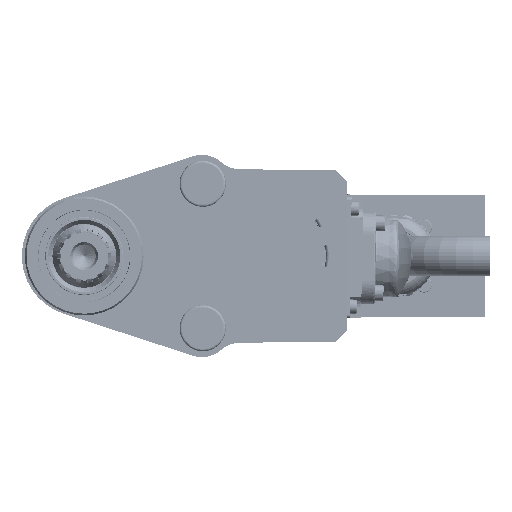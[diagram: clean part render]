
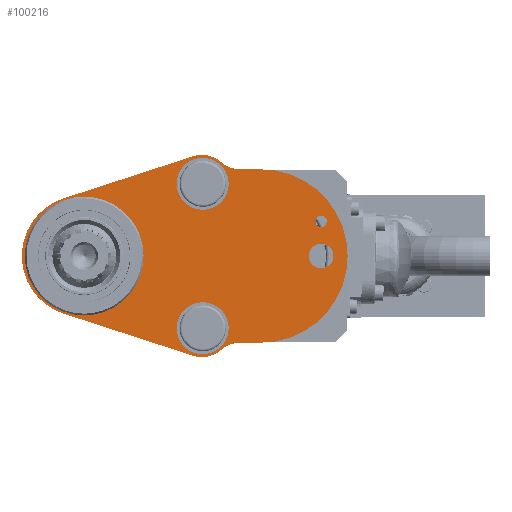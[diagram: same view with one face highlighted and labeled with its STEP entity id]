
A CAD part, left-side view. The second image highlights one B-rep face of the part: STEP entity #100216.
In plain terms, the highlighted planar face has unit normal (-1, 0, 0).
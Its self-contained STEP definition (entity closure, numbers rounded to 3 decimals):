
#2977=FACE_BOUND('',#31460,.T.);
#2978=FACE_BOUND('',#31461,.T.);
#2979=FACE_BOUND('',#31462,.T.);
#2980=FACE_BOUND('',#31463,.T.);
#2981=FACE_BOUND('',#31464,.T.);
#4643=PLANE('',#108721);
#10190=LINE('',#178351,#17983);
#10196=LINE('',#178371,#17989);
#10200=LINE('',#178383,#17993);
#10205=LINE('',#178401,#17998);
#17983=VECTOR('',#128036,4.705);
#17989=VECTOR('',#128056,0.723);
#17993=VECTOR('',#128068,0.723);
#17998=VECTOR('',#128087,4.705);
#25944=FACE_OUTER_BOUND('',#31459,.T.);
#31459=EDGE_LOOP('',(#78602,#78603,#78604,#78605,#78606,#78607,#78608,#78609,
#78610,#78611));
#31460=EDGE_LOOP('',(#78612,#78613));
#31461=EDGE_LOOP('',(#78614,#78615));
#31462=EDGE_LOOP('',(#78616,#78617));
#31463=EDGE_LOOP('',(#78618));
#31464=EDGE_LOOP('',(#78619));
#36974=CIRCLE('',#107844,0.5);
#36988=CIRCLE('',#107874,0.5);
#36991=CIRCLE('',#107879,0.425);
#36992=CIRCLE('',#107880,0.425);
#36995=CIRCLE('',#107885,0.2);
#36996=CIRCLE('',#107886,0.2);
#37450=CIRCLE('',#108700,2.055);
#37451=CIRCLE('',#108701,2.055);
#37452=CIRCLE('',#108704,1.);
#37454=CIRCLE('',#108707,1.);
#37456=CIRCLE('',#108711,3.);
#37458=CIRCLE('',#108715,1.);
#37460=CIRCLE('',#108718,1.);
#37462=CIRCLE('',#108722,2.1);
#43516=VERTEX_POINT('',#166987);
#43541=VERTEX_POINT('',#167064);
#43545=VERTEX_POINT('',#167075);
#43546=VERTEX_POINT('',#167077);
#43550=VERTEX_POINT('',#167088);
#43551=VERTEX_POINT('',#167090);
#44217=VERTEX_POINT('',#178343);
#44218=VERTEX_POINT('',#178345);
#44219=VERTEX_POINT('',#178349);
#44220=VERTEX_POINT('',#178350);
#44223=VERTEX_POINT('',#178358);
#44225=VERTEX_POINT('',#178364);
#44227=VERTEX_POINT('',#178370);
#44229=VERTEX_POINT('',#178376);
#44231=VERTEX_POINT('',#178382);
#44233=VERTEX_POINT('',#178388);
#44235=VERTEX_POINT('',#178394);
#44237=VERTEX_POINT('',#178400);
#55491=EDGE_CURVE('',#43516,#43516,#36974,.T.);
#55527=EDGE_CURVE('',#43541,#43541,#36988,.T.);
#55532=EDGE_CURVE('',#43545,#43546,#36991,.T.);
#55533=EDGE_CURVE('',#43546,#43545,#36992,.T.);
#55538=EDGE_CURVE('',#43550,#43551,#36995,.T.);
#55539=EDGE_CURVE('',#43551,#43550,#36996,.T.);
#56533=EDGE_CURVE('',#44218,#44217,#37450,.T.);
#56534=EDGE_CURVE('',#44217,#44218,#37451,.T.);
#56535=EDGE_CURVE('',#44219,#44220,#10190,.T.);
#56539=EDGE_CURVE('',#44223,#44219,#37452,.T.);
#56542=EDGE_CURVE('',#44223,#44225,#37454,.T.);
#56545=EDGE_CURVE('',#44227,#44225,#10196,.T.);
#56548=EDGE_CURVE('',#44227,#44229,#37456,.T.);
#56551=EDGE_CURVE('',#44229,#44231,#10200,.T.);
#56554=EDGE_CURVE('',#44233,#44231,#37458,.T.);
#56557=EDGE_CURVE('',#44233,#44235,#37460,.T.);
#56560=EDGE_CURVE('',#44235,#44237,#10205,.T.);
#56563=EDGE_CURVE('',#44237,#44220,#37462,.T.);
#78602=ORIENTED_EDGE('',*,*,#56563,.T.);
#78603=ORIENTED_EDGE('',*,*,#56535,.F.);
#78604=ORIENTED_EDGE('',*,*,#56539,.F.);
#78605=ORIENTED_EDGE('',*,*,#56542,.T.);
#78606=ORIENTED_EDGE('',*,*,#56545,.F.);
#78607=ORIENTED_EDGE('',*,*,#56548,.T.);
#78608=ORIENTED_EDGE('',*,*,#56551,.T.);
#78609=ORIENTED_EDGE('',*,*,#56554,.F.);
#78610=ORIENTED_EDGE('',*,*,#56557,.T.);
#78611=ORIENTED_EDGE('',*,*,#56560,.T.);
#78612=ORIENTED_EDGE('',*,*,#56533,.T.);
#78613=ORIENTED_EDGE('',*,*,#56534,.T.);
#78614=ORIENTED_EDGE('',*,*,#55539,.F.);
#78615=ORIENTED_EDGE('',*,*,#55538,.F.);
#78616=ORIENTED_EDGE('',*,*,#55533,.F.);
#78617=ORIENTED_EDGE('',*,*,#55532,.F.);
#78618=ORIENTED_EDGE('',*,*,#55527,.F.);
#78619=ORIENTED_EDGE('',*,*,#55491,.F.);
#100216=ADVANCED_FACE('',(#25944,#2977,#2978,#2979,#2980,#2981),#4643,.T.);
#107844=AXIS2_PLACEMENT_3D('',#166989,#125832,#125833);
#107874=AXIS2_PLACEMENT_3D('',#167066,#125914,#125915);
#107879=AXIS2_PLACEMENT_3D('',#167078,#125926,#125927);
#107880=AXIS2_PLACEMENT_3D('',#167079,#125928,#125929);
#107885=AXIS2_PLACEMENT_3D('',#167091,#125940,#125941);
#107886=AXIS2_PLACEMENT_3D('',#167092,#125942,#125943);
#108700=AXIS2_PLACEMENT_3D('',#178346,#128030,#128031);
#108701=AXIS2_PLACEMENT_3D('',#178347,#128032,#128033);
#108704=AXIS2_PLACEMENT_3D('',#178359,#128042,#128043);
#108707=AXIS2_PLACEMENT_3D('',#178365,#128049,#128050);
#108711=AXIS2_PLACEMENT_3D('',#178377,#128061,#128062);
#108715=AXIS2_PLACEMENT_3D('',#178389,#128073,#128074);
#108718=AXIS2_PLACEMENT_3D('',#178395,#128080,#128081);
#108721=AXIS2_PLACEMENT_3D('',#178405,#128090,#128091);
#108722=AXIS2_PLACEMENT_3D('',#178406,#128092,#128093);
#125832=DIRECTION('center_axis',(-1.,0.,0.));
#125833=DIRECTION('ref_axis',(0.,0.,
1.));
#125914=DIRECTION('center_axis',(-1.,0.,0.));
#125915=DIRECTION('ref_axis',(0.,0.,
1.));
#125926=DIRECTION('center_axis',(-1.,0.,0.));
#125927=DIRECTION('ref_axis',(0.,0.,
-1.));
#125928=DIRECTION('center_axis',(-1.,0.,0.));
#125929=DIRECTION('ref_axis',(0.,0.,
-1.));
#125940=DIRECTION('center_axis',(-1.,0.,0.));
#125941=DIRECTION('ref_axis',(0.,0.,
-1.));
#125942=DIRECTION('center_axis',(-1.,0.,0.));
#125943=DIRECTION('ref_axis',(0.,0.,
-1.));
#128030=DIRECTION('center_axis',(1.,0.,0.));
#128031=DIRECTION('ref_axis',(0.,0.,
1.));
#128032=DIRECTION('center_axis',(1.,0.,0.));
#128033=DIRECTION('ref_axis',(0.,0.,
1.));
#128036=DIRECTION('',(0.,0.951,0.309));
#128042=DIRECTION('center_axis',(1.,0.,0.));
#128043=DIRECTION('ref_axis',(0.,-0.661,-0.75));
#128049=DIRECTION('center_axis',(1.,0.,0.));
#128050=DIRECTION('ref_axis',(0.,0.661,0.75));
#128056=DIRECTION('',(0.,1.,0.));
#128061=DIRECTION('center_axis',(-1.,0.,0.));
#128062=DIRECTION('ref_axis',(0.,0.,
-1.));
#128068=DIRECTION('',(0.,1.,0.));
#128073=DIRECTION('center_axis',(-1.,0.,0.));
#128074=DIRECTION('ref_axis',(0.,0.661,-0.75));
#128080=DIRECTION('center_axis',(-1.,0.,0.));
#128081=DIRECTION('ref_axis',(0.,-0.661,
0.75));
#128087=DIRECTION('',(0.,0.951,-0.309));
#128090=DIRECTION('center_axis',(-1.,0.,0.));
#128091=DIRECTION('ref_axis',(0.,0.,
1.));
#128092=DIRECTION('center_axis',(-1.,0.,0.));
#128093=DIRECTION('ref_axis',(0.,0.309,0.951));
#166987=CARTESIAN_POINT('',(-9.62,2.02,-2.));
#166989=CARTESIAN_POINT('Origin',(-9.62,2.02,-2.5));
#167064=CARTESIAN_POINT('',(-9.62,2.02,3.));
#167066=CARTESIAN_POINT('Origin',(-9.62,2.02,2.5));
#167075=CARTESIAN_POINT('',(-9.62,-2.08,0.425));
#167077=CARTESIAN_POINT('',(-9.62,-2.08,-0.425));
#167078=CARTESIAN_POINT('Origin',(-9.62,-2.08,0.));
#167079=CARTESIAN_POINT('Origin',(-9.62,-2.08,0.));
#167088=CARTESIAN_POINT('',(-9.62,-2.08,1.4));
#167090=CARTESIAN_POINT('',(-9.62,-2.08,1.));
#167091=CARTESIAN_POINT('Origin',(-9.62,-2.08,1.2));
#167092=CARTESIAN_POINT('Origin',(-9.62,-2.08,1.2));
#178343=CARTESIAN_POINT('',(-9.62,6.12,-2.055));
#178345=CARTESIAN_POINT('',(-9.62,6.12,2.055));
#178346=CARTESIAN_POINT('Origin',(-9.62,6.12,0.));
#178347=CARTESIAN_POINT('Origin',(-9.62,6.12,0.));
#178349=CARTESIAN_POINT('',(-9.62,2.354,-3.451));
#178350=CARTESIAN_POINT('',(-9.62,6.829,-1.997));
#178351=CARTESIAN_POINT('',(-9.62,2.354,-3.451));
#178358=CARTESIAN_POINT('',(-9.62,1.384,-3.25));
#178359=CARTESIAN_POINT('Origin',(-9.62,2.045,-2.5));
#178364=CARTESIAN_POINT('',(-9.62,0.723,-3.));
#178365=CARTESIAN_POINT('Origin',(-9.62,0.723,-4.));
#178370=CARTESIAN_POINT('',(-9.62,0.,-3.));
#178371=CARTESIAN_POINT('',(-9.62,0.,-3.));
#178376=CARTESIAN_POINT('',(-9.62,0.,3.));
#178377=CARTESIAN_POINT('Origin',(-9.62,0.,
0.));
#178382=CARTESIAN_POINT('',(-9.62,0.723,3.));
#178383=CARTESIAN_POINT('',(-9.62,0.,3.));
#178388=CARTESIAN_POINT('',(-9.62,1.384,3.25));
#178389=CARTESIAN_POINT('Origin',(-9.62,0.723,4.));
#178394=CARTESIAN_POINT('',(-9.62,2.354,3.451));
#178395=CARTESIAN_POINT('Origin',(-9.62,2.045,2.5));
#178400=CARTESIAN_POINT('',(-9.62,6.829,1.997));
#178401=CARTESIAN_POINT('',(-9.62,2.354,3.451));
#178405=CARTESIAN_POINT('Origin',(-9.62,0.,
0.));
#178406=CARTESIAN_POINT('Origin',(-9.62,6.18,0.));
